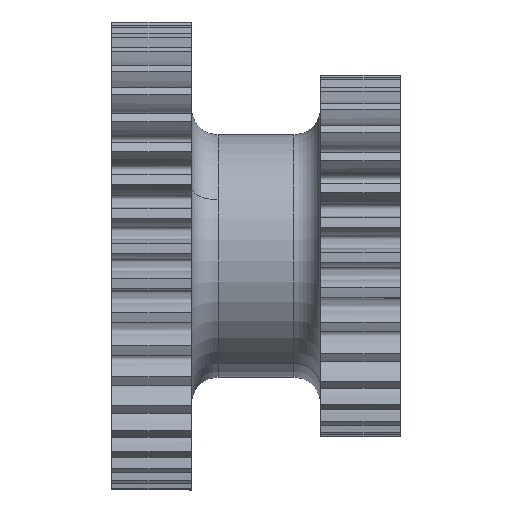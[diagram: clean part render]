
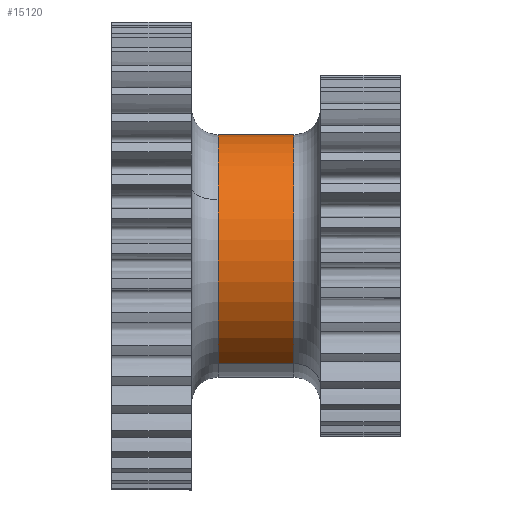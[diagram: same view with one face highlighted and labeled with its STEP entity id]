
A CAD part, left-side view. The second image highlights one B-rep face of the part: STEP entity #15120.
In plain terms, the highlighted cylindrical face has radius 14.5 mm (diameter 29 mm), a partial arc.
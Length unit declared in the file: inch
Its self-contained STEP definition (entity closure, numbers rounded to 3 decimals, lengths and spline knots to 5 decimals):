
#1807 = CARTESIAN_POINT ( 'NONE',  ( 0., 0.7945, -0.57087 ) ) ;
#2176 = VERTEX_POINT ( 'NONE', #44476 ) ;
#3795 = CYLINDRICAL_SURFACE ( 'NONE', #30379, 0.57087 ) ;
#4675 = CARTESIAN_POINT ( 'NONE',  ( -0.57087, 0.6695, 0. ) ) ;
#5366 = AXIS2_PLACEMENT_3D ( 'NONE', #25673, #7181, #17680 ) ;
#5390 = CIRCLE ( 'NONE', #19244, 0.57087 ) ;
#7047 = DIRECTION ( 'NONE',  ( -1., 0., 0. ) ) ;
#7181 = DIRECTION ( 'NONE',  ( 0., -1., 0. ) ) ;
#7911 = CARTESIAN_POINT ( 'NONE',  ( 0., 0.6695, -0.57087 ) ) ;
#8689 = ORIENTED_EDGE ( 'NONE', *, *, #34837, .T. ) ;
#10458 = CARTESIAN_POINT ( 'NONE',  ( 0., 0.6695, 0. ) ) ;
#11312 = FACE_OUTER_BOUND ( 'NONE', #14985, .T. ) ;
#11924 = EDGE_CURVE ( 'NONE', #2176, #43782, #23848, .T. ) ;
#12011 = LINE ( 'NONE', #19755, #23569 ) ;
#12673 = CARTESIAN_POINT ( 'NONE',  ( 0., 0.3125, 0.57087 ) ) ;
#14307 = DIRECTION ( 'NONE',  ( 0., -1., 0. ) ) ;
#14985 = EDGE_LOOP ( 'NONE', ( #28952, #8689, #25969, #22054, #39454 ) ) ;
#15092 = AXIS2_PLACEMENT_3D ( 'NONE', #28918, #25492, #18627 ) ;
#15120 = ADVANCED_FACE ( 'NONE', ( #11312 ), #3795, .T. ) ;
#17548 = DIRECTION ( 'NONE',  ( 0., -1., 0. ) ) ;
#17680 = DIRECTION ( 'NONE',  ( -1., 0., 0. ) ) ;
#18627 = DIRECTION ( 'NONE',  ( 0., 0., -1. ) ) ;
#19244 = AXIS2_PLACEMENT_3D ( 'NONE', #10458, #17548, #7047 ) ;
#19255 = VECTOR ( 'NONE', #43819, 39.37008 ) ;
#19755 = CARTESIAN_POINT ( 'NONE',  ( 0., 0.7945, 0.57087 ) ) ;
#22054 = ORIENTED_EDGE ( 'NONE', *, *, #25612, .T. ) ;
#23569 = VECTOR ( 'NONE', #43756, 39.37008 ) ;
#23700 = LINE ( 'NONE', #1807, #19255 ) ;
#23848 = CIRCLE ( 'NONE', #15092, 0.57087 ) ;
#25262 = DIRECTION ( 'NONE',  ( 0., 0., -1. ) ) ;
#25348 = EDGE_CURVE ( 'NONE', #36399, #25827, #38921, .T. ) ;
#25492 = DIRECTION ( 'NONE',  ( 0., 1., 0. ) ) ;
#25612 = EDGE_CURVE ( 'NONE', #25827, #2176, #23700, .T. ) ;
#25673 = CARTESIAN_POINT ( 'NONE',  ( 0., 0.6695, 0. ) ) ;
#25827 = VERTEX_POINT ( 'NONE', #7911 ) ;
#25969 = ORIENTED_EDGE ( 'NONE', *, *, #25348, .T. ) ;
#28918 = CARTESIAN_POINT ( 'NONE',  ( 0., 0.3125, 0. ) ) ;
#28952 = ORIENTED_EDGE ( 'NONE', *, *, #32548, .F. ) ;
#30379 = AXIS2_PLACEMENT_3D ( 'NONE', #31883, #14307, #25262 ) ;
#31883 = CARTESIAN_POINT ( 'NONE',  ( 0., 0.7945, 0. ) ) ;
#32548 = EDGE_CURVE ( 'NONE', #41031, #43782, #12011, .T. ) ;
#32613 = CARTESIAN_POINT ( 'NONE',  ( 0., 0.6695, 0.57087 ) ) ;
#34837 = EDGE_CURVE ( 'NONE', #41031, #36399, #5390, .T. ) ;
#36399 = VERTEX_POINT ( 'NONE', #4675 ) ;
#38921 = CIRCLE ( 'NONE', #5366, 0.57087 ) ;
#39454 = ORIENTED_EDGE ( 'NONE', *, *, #11924, .T. ) ;
#41031 = VERTEX_POINT ( 'NONE', #32613 ) ;
#43756 = DIRECTION ( 'NONE',  ( 0., -1., 0. ) ) ;
#43782 = VERTEX_POINT ( 'NONE', #12673 ) ;
#43819 = DIRECTION ( 'NONE',  ( 0., -1., 0. ) ) ;
#44476 = CARTESIAN_POINT ( 'NONE',  ( 0., 0.3125, -0.57087 ) ) ;
